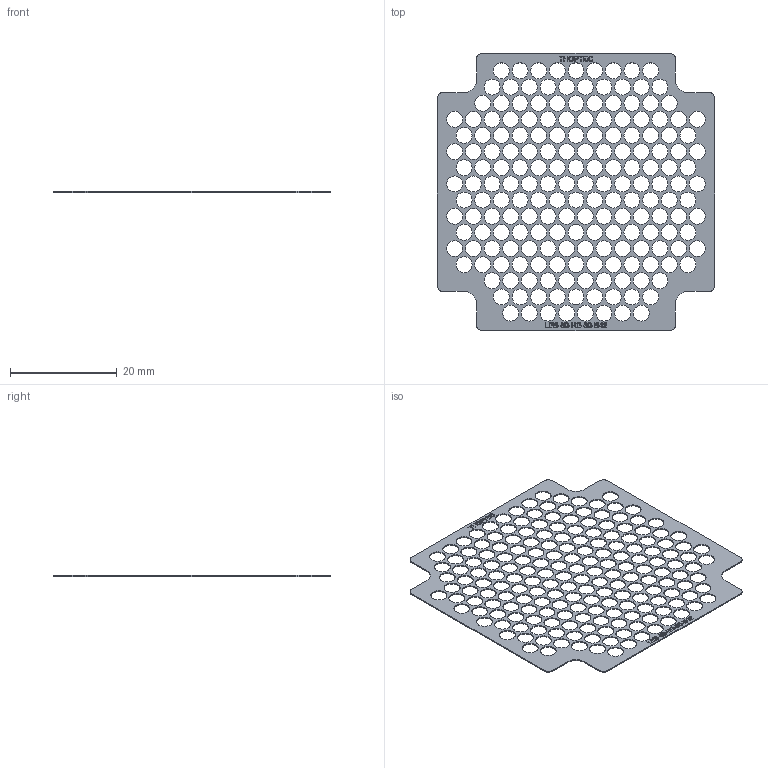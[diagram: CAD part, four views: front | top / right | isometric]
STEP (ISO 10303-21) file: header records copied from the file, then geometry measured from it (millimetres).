
FILE_DESCRIPTION (( 'STEP AP214' ), '1' );
FILE_NAME ('LEB-50-RE-30-B42.STEP', '2013-05-16T09:47:07', ( '' ), ( '' ), 'SwSTEP 2.0', 'SolidWorks 2013', '' );
FILE_SCHEMA (( 'AUTOMOTIVE_DESIGN' ));
Length unit declared in the file: millimetre
Products named in the file (1): LEB-50-RE-30-B42
Bounding box: 52 x 52 x 0.2 mm (x, y, z)
Volume: 226.7 mm3; surface area: 2670.5 mm2
Topology: 1 solids, 1 shells, 619 faces, 1752 edges, 1168 vertices
Faces by surface type: bspline 215, cylinder 204, plane 200
Full cylindrical faces by diameter (mm): 3 x192
Entity records: 21166 total; most frequent: CARTESIAN_POINT 6143, ORIENTED_EDGE 3120, DIRECTION 2348, EDGE_CURVE 1560, EDGE_LOOP 1228, VERTEX_POINT 1168, AXIS2_PLACEMENT_3D 813, FACE_OUTER_BOUND 811
